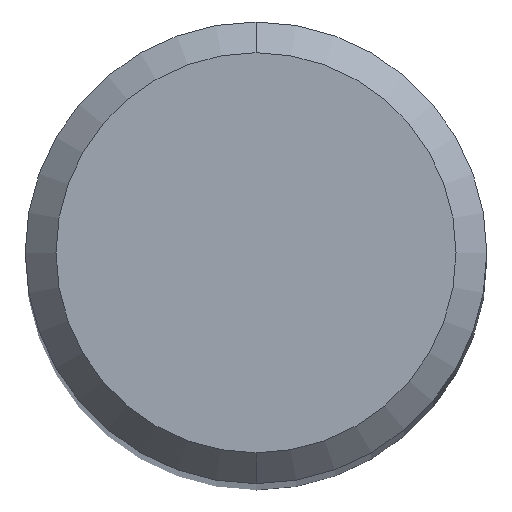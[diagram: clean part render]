
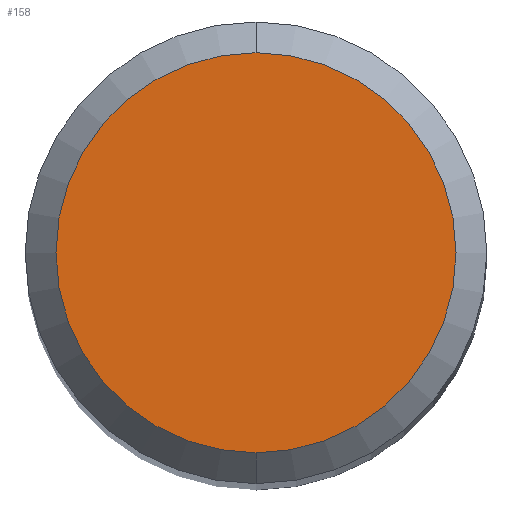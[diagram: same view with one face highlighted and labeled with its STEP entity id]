
A CAD part, top view. The second image highlights one B-rep face of the part: STEP entity #158.
In plain terms, the highlighted planar face has unit normal (0, 0, 1).
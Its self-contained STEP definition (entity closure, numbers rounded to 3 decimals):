
#106=VERTEX_POINT('',#271);
#128=EDGE_CURVE('',#230,#106,#298,.T.);
#158=ADVANCED_FACE('',(#333),#334,.T.);
#190=EDGE_CURVE('',#106,#230,#369,.T.);
#230=VERTEX_POINT('',#412);
#271=CARTESIAN_POINT('',(0.,-2.6,0.0));
#298=CIRCLE('',#478,2.6);
#333=FACE_OUTER_BOUND('',#522,.T.);
#334=PLANE('',#523);
#369=CIRCLE('',#569,2.6);
#412=CARTESIAN_POINT('',(0.0,2.6,0.0));
#478=AXIS2_PLACEMENT_3D('',#697,#698,#699);
#522=EDGE_LOOP('',(#751,#752));
#523=AXIS2_PLACEMENT_3D('',#753,#754,#755);
#569=AXIS2_PLACEMENT_3D('',#796,#797,#798);
#697=CARTESIAN_POINT('',(0.0,0.0,0.0));
#698=DIRECTION('',(0.0,0.0,-1.0));
#699=DIRECTION('',(0.0,1.0,0.0));
#751=ORIENTED_EDGE('',*,*,#128,.F.);
#752=ORIENTED_EDGE('',*,*,#190,.F.);
#753=CARTESIAN_POINT('',(0.0,1.3,0.0));
#754=DIRECTION('',(-0.0,0.0,1.0));
#755=DIRECTION('',(0.0,-1.0,0.0));
#796=CARTESIAN_POINT('',(0.0,0.0,0.0));
#797=DIRECTION('',(0.0,0.0,-1.0));
#798=DIRECTION('',(0.0,1.0,0.0));
